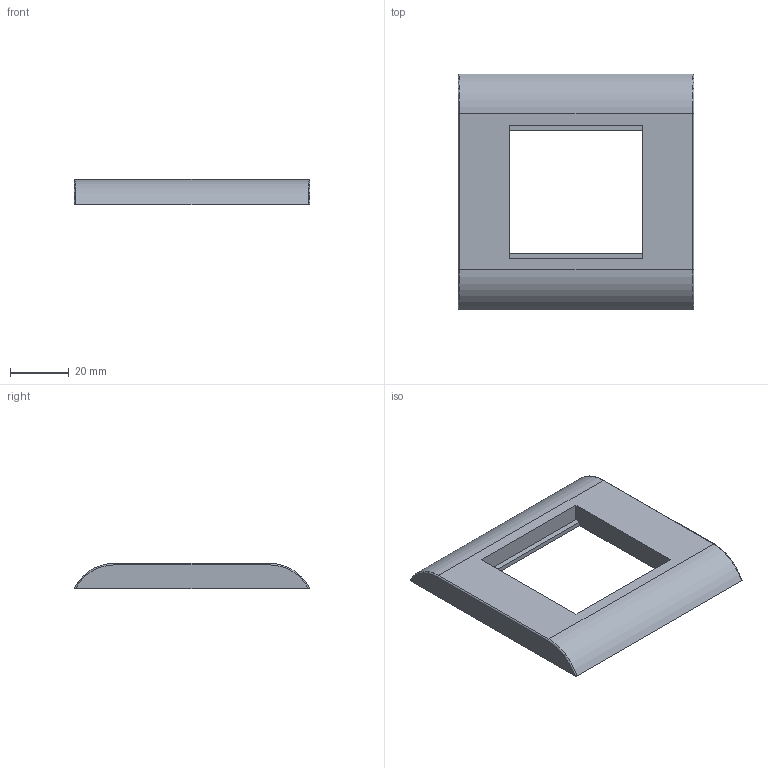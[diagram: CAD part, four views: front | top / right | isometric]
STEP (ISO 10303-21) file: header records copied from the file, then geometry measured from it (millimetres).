
FILE_DESCRIPTION (( 'STEP AP203' ), '1' );
FILE_NAME ('CS5-12M ITK Ëèöåâàÿ ðàìêà äëÿ ìîä. Mosaic, 80õ80ìì, áåë..STEP', '2016-09-29T06:51:20', ( '' ), ( '' ), 'SwSTEP 2.0', 'SolidWorks 2014', '' );
FILE_SCHEMA (( 'CONFIG_CONTROL_DESIGN' ));
Length unit declared in the file: millimetre
Products named in the file (2): CS5-12M ITK Ëèöåâàÿ ðàìêà äëÿ ìîä. Mosaic, 80õ80ìì, áåë.
Bounding box: 80 x 80 x 8.5 mm (x, y, z)
Volume: 13668.9 mm3; surface area: 20153.6 mm2
Topology: 1 solids, 1 shells, 89 faces, 244 edges, 160 vertices
Faces by surface type: plane 65, cylinder 20, torus 4
Entity records: 2997 total; most frequent: CARTESIAN_POINT 519, ORIENTED_EDGE 488, DIRECTION 466, EDGE_CURVE 244, VECTOR 196, LINE 196, VERTEX_POINT 160, AXIS2_PLACEMENT_3D 135
